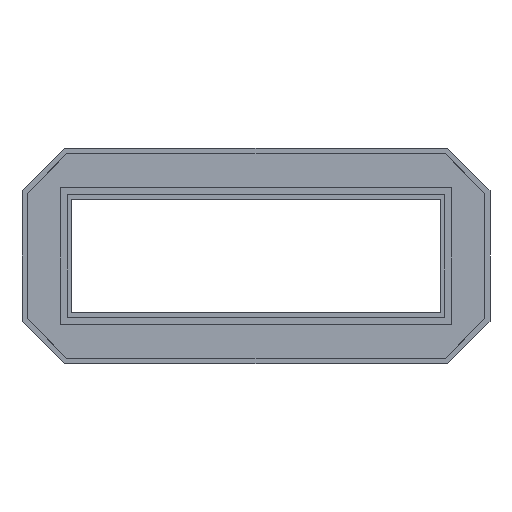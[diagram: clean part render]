
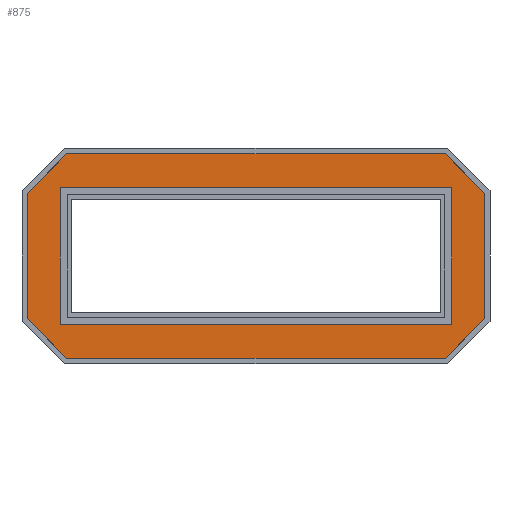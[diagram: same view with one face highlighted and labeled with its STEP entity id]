
A CAD part, top view. The second image highlights one B-rep face of the part: STEP entity #875.
In plain terms, the highlighted planar face has unit normal (0, 0, 1).
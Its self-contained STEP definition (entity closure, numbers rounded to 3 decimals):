
#2 = ORIENTED_EDGE ( 'NONE', *, *, #121, .F. ) ;
#5 = DIRECTION ( 'NONE',  ( -0.707, 0.707, 0. ) ) ;
#9 = EDGE_CURVE ( 'NONE', #269, #928, #70, .T. ) ;
#21 = VERTEX_POINT ( 'NONE', #687 ) ;
#22 = LINE ( 'NONE', #657, #801 ) ;
#29 = EDGE_LOOP ( 'NONE', ( #285, #230, #711, #529, #2, #313, #516, #980 ) ) ;
#32 = CARTESIAN_POINT ( 'NONE',  ( 149.163, 2.022, -2.5 ) ) ;
#40 = VECTOR ( 'NONE', #233, 1000. ) ;
#42 = DIRECTION ( 'NONE',  ( 0., 0., -1. ) ) ;
#48 = CARTESIAN_POINT ( 'NONE',  ( 151.583, 62.083, -2.5 ) ) ;
#70 = LINE ( 'NONE', #1155, #193 ) ;
#94 = VECTOR ( 'NONE', #274, 1000. ) ;
#121 = EDGE_CURVE ( 'NONE', #1146, #21, #934, .T. ) ;
#126 = VECTOR ( 'NONE', #169, 1000. ) ;
#130 = PLANE ( 'NONE',  #250 ) ;
#131 = CARTESIAN_POINT ( 'NONE',  ( 2.022, 60.163, -2.5 ) ) ;
#133 = DIRECTION ( 'NONE',  ( 1., 0., 0. ) ) ;
#169 = DIRECTION ( 'NONE',  ( 1., 0., 0. ) ) ;
#177 = EDGE_CURVE ( 'NONE', #912, #270, #768, .T. ) ;
#189 = VECTOR ( 'NONE', #5, 1000. ) ;
#193 = VECTOR ( 'NONE', #975, 1000. ) ;
#213 = DIRECTION ( 'NONE',  ( 1., 0., 0. ) ) ;
#215 = LINE ( 'NONE', #751, #475 ) ;
#221 = CARTESIAN_POINT ( 'NONE',  ( 13.417, 62.083, -2.5 ) ) ;
#230 = ORIENTED_EDGE ( 'NONE', *, *, #766, .F. ) ;
#233 = DIRECTION ( 'NONE',  ( 1., 0., 0. ) ) ;
#236 = CARTESIAN_POINT ( 'NONE',  ( 151.583, 13.917, -2.5 ) ) ;
#238 = CARTESIAN_POINT ( 'NONE',  ( 162.978, 15.837, -2.5 ) ) ;
#239 = VECTOR ( 'NONE', #737, 1000. ) ;
#250 = AXIS2_PLACEMENT_3D ( 'NONE', #345, #42, #778 ) ;
#253 = CARTESIAN_POINT ( 'NONE',  ( 163.57, 59.57, -2.5 ) ) ;
#254 = LINE ( 'NONE', #728, #126 ) ;
#269 = VERTEX_POINT ( 'NONE', #871 ) ;
#270 = VERTEX_POINT ( 'NONE', #236 ) ;
#274 = DIRECTION ( 'NONE',  ( 0.707, 0.707, 0. ) ) ;
#285 = ORIENTED_EDGE ( 'NONE', *, *, #1147, .T. ) ;
#301 = VERTEX_POINT ( 'NONE', #48 ) ;
#309 = LINE ( 'NONE', #660, #1074 ) ;
#313 = ORIENTED_EDGE ( 'NONE', *, *, #1112, .F. ) ;
#314 = VERTEX_POINT ( 'NONE', #775 ) ;
#327 = CARTESIAN_POINT ( 'NONE',  ( 2.022, 15., -2.5 ) ) ;
#345 = CARTESIAN_POINT ( 'NONE',  ( 82.5, 38., -2.5 ) ) ;
#367 = VERTEX_POINT ( 'NONE', #221 ) ;
#368 = CARTESIAN_POINT ( 'NONE',  ( 15.837, 73.978, -2.5 ) ) ;
#414 = DIRECTION ( 'NONE',  ( 0., -1., 0. ) ) ;
#424 = VERTEX_POINT ( 'NONE', #131 ) ;
#446 = VERTEX_POINT ( 'NONE', #32 ) ;
#475 = VECTOR ( 'NONE', #1012, 1000. ) ;
#505 = CARTESIAN_POINT ( 'NONE',  ( 13.417, 38., -2.5 ) ) ;
#516 = ORIENTED_EDGE ( 'NONE', *, *, #1095, .T. ) ;
#529 = ORIENTED_EDGE ( 'NONE', *, *, #547, .T. ) ;
#542 = VERTEX_POINT ( 'NONE', #924 ) ;
#547 = EDGE_CURVE ( 'NONE', #269, #21, #694, .T. ) ;
#556 = EDGE_CURVE ( 'NONE', #301, #270, #798, .T. ) ;
#564 = CARTESIAN_POINT ( 'NONE',  ( 13.417, 13.917, -2.5 ) ) ;
#596 = LINE ( 'NONE', #327, #891 ) ;
#600 = CARTESIAN_POINT ( 'NONE',  ( 15., 73.978, -2.5 ) ) ;
#615 = DIRECTION ( 'NONE',  ( -0.707, -0.707, 0. ) ) ;
#620 = CARTESIAN_POINT ( 'NONE',  ( 1.43, 59.57, -2.5 ) ) ;
#649 = EDGE_CURVE ( 'NONE', #367, #301, #254, .T. ) ;
#657 = CARTESIAN_POINT ( 'NONE',  ( 15., 2.022, -2.5 ) ) ;
#660 = CARTESIAN_POINT ( 'NONE',  ( 163.57, 16.43, -2.5 ) ) ;
#666 = EDGE_CURVE ( 'NONE', #367, #912, #996, .T. ) ;
#687 = CARTESIAN_POINT ( 'NONE',  ( 149.163, 73.978, -2.5 ) ) ;
#694 = LINE ( 'NONE', #253, #189 ) ;
#701 = VECTOR ( 'NONE', #133, 1000. ) ;
#710 = FACE_OUTER_BOUND ( 'NONE', #29, .T. ) ;
#711 = ORIENTED_EDGE ( 'NONE', *, *, #9, .F. ) ;
#728 = CARTESIAN_POINT ( 'NONE',  ( 82.5, 62.083, -2.5 ) ) ;
#737 = DIRECTION ( 'NONE',  ( 0., -1., 0. ) ) ;
#751 = CARTESIAN_POINT ( 'NONE',  ( 1.43, 16.43, -2.5 ) ) ;
#754 = ORIENTED_EDGE ( 'NONE', *, *, #556, .T. ) ;
#766 = EDGE_CURVE ( 'NONE', #928, #446, #309, .T. ) ;
#768 = LINE ( 'NONE', #1066, #40 ) ;
#773 = ORIENTED_EDGE ( 'NONE', *, *, #177, .F. ) ;
#775 = CARTESIAN_POINT ( 'NONE',  ( 15.837, 2.022, -2.5 ) ) ;
#778 = DIRECTION ( 'NONE',  ( -1., 0., 0. ) ) ;
#798 = LINE ( 'NONE', #1091, #239 ) ;
#799 = ORIENTED_EDGE ( 'NONE', *, *, #649, .T. ) ;
#801 = VECTOR ( 'NONE', #213, 1000. ) ;
#806 = ORIENTED_EDGE ( 'NONE', *, *, #666, .F. ) ;
#812 = EDGE_LOOP ( 'NONE', ( #754, #773, #806, #799 ) ) ;
#871 = CARTESIAN_POINT ( 'NONE',  ( 162.978, 60.163, -2.5 ) ) ;
#875 = ADVANCED_FACE ( 'NONE', ( #1045, #710 ), #130, .F. ) ;
#891 = VECTOR ( 'NONE', #414, 1000. ) ;
#912 = VERTEX_POINT ( 'NONE', #564 ) ;
#924 = CARTESIAN_POINT ( 'NONE',  ( 2.022, 15.837, -2.5 ) ) ;
#928 = VERTEX_POINT ( 'NONE', #238 ) ;
#931 = LINE ( 'NONE', #620, #94 ) ;
#934 = LINE ( 'NONE', #600, #701 ) ;
#951 = EDGE_CURVE ( 'NONE', #542, #314, #215, .T. ) ;
#975 = DIRECTION ( 'NONE',  ( 0., -1., 0. ) ) ;
#980 = ORIENTED_EDGE ( 'NONE', *, *, #951, .T. ) ;
#996 = LINE ( 'NONE', #505, #1022 ) ;
#1012 = DIRECTION ( 'NONE',  ( 0.707, -0.707, 0. ) ) ;
#1022 = VECTOR ( 'NONE', #1135, 1000. ) ;
#1045 = FACE_BOUND ( 'NONE', #812, .T. ) ;
#1066 = CARTESIAN_POINT ( 'NONE',  ( 82.5, 13.917, -2.5 ) ) ;
#1074 = VECTOR ( 'NONE', #615, 1000. ) ;
#1091 = CARTESIAN_POINT ( 'NONE',  ( 151.583, 38., -2.5 ) ) ;
#1095 = EDGE_CURVE ( 'NONE', #424, #542, #596, .T. ) ;
#1112 = EDGE_CURVE ( 'NONE', #424, #1146, #931, .T. ) ;
#1135 = DIRECTION ( 'NONE',  ( 0., -1., 0. ) ) ;
#1146 = VERTEX_POINT ( 'NONE', #368 ) ;
#1147 = EDGE_CURVE ( 'NONE', #314, #446, #22, .T. ) ;
#1155 = CARTESIAN_POINT ( 'NONE',  ( 162.978, 15., -2.5 ) ) ;
